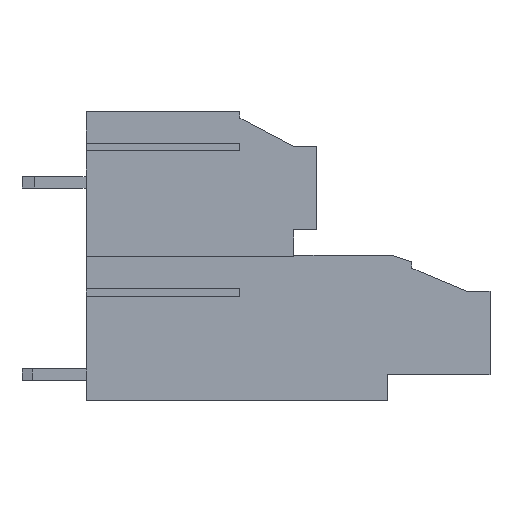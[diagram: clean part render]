
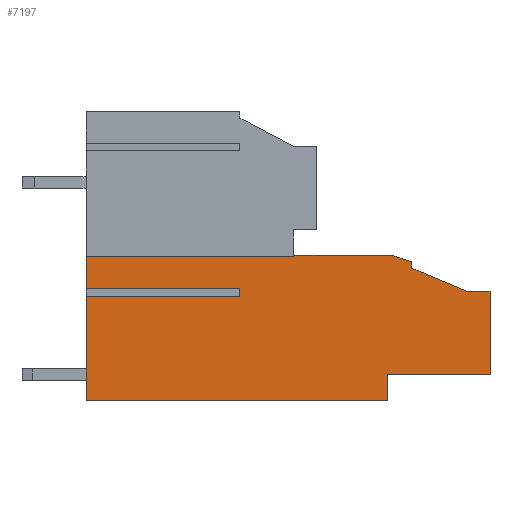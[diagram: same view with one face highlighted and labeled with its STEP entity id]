
A CAD part, left-side view. The second image highlights one B-rep face of the part: STEP entity #7197.
In plain terms, the highlighted planar face has unit normal (-1, 0, 0).
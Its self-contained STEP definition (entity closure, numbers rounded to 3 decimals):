
#291=ORIENTED_EDGE('',*,*,#2360,.F.);
#292=ORIENTED_EDGE('',*,*,#2375,.T.);
#293=ORIENTED_EDGE('',*,*,#2376,.T.);
#294=ORIENTED_EDGE('',*,*,#2377,.F.);
#295=ORIENTED_EDGE('',*,*,#2373,.F.);
#296=ORIENTED_EDGE('',*,*,#2378,.F.);
#297=ORIENTED_EDGE('',*,*,#2379,.T.);
#298=ORIENTED_EDGE('',*,*,#2380,.T.);
#299=ORIENTED_EDGE('',*,*,#2381,.T.);
#300=ORIENTED_EDGE('',*,*,#2382,.T.);
#301=ORIENTED_EDGE('',*,*,#2383,.T.);
#302=ORIENTED_EDGE('',*,*,#2384,.T.);
#303=ORIENTED_EDGE('',*,*,#2385,.T.);
#304=ORIENTED_EDGE('',*,*,#2386,.F.);
#305=ORIENTED_EDGE('',*,*,#2387,.F.);
#306=ORIENTED_EDGE('',*,*,#2305,.T.);
#2305=EDGE_CURVE('',#3351,#3352,#4044,.T.);
#2360=EDGE_CURVE('',#3405,#3352,#4099,.T.);
#2373=EDGE_CURVE('',#3412,#3413,#4112,.T.);
#2375=EDGE_CURVE('',#3405,#3414,#4114,.T.);
#2376=EDGE_CURVE('',#3414,#3415,#4115,.T.);
#2377=EDGE_CURVE('',#3413,#3415,#4116,.T.);
#2378=EDGE_CURVE('',#3416,#3412,#4117,.T.);
#2379=EDGE_CURVE('',#3416,#3417,#4118,.T.);
#2380=EDGE_CURVE('',#3417,#3418,#4119,.T.);
#2381=EDGE_CURVE('',#3418,#3419,#4120,.T.);
#2382=EDGE_CURVE('',#3419,#3420,#4121,.T.);
#2383=EDGE_CURVE('',#3420,#3421,#4122,.T.);
#2384=EDGE_CURVE('',#3421,#3422,#4123,.T.);
#2385=EDGE_CURVE('',#3422,#3423,#4124,.F.);
#2386=EDGE_CURVE('',#3424,#3423,#4125,.T.);
#2387=EDGE_CURVE('',#3351,#3424,#4126,.T.);
#3351=VERTEX_POINT('',#10065);
#3352=VERTEX_POINT('',#10066);
#3405=VERTEX_POINT('',#10176);
#3412=VERTEX_POINT('',#10196);
#3413=VERTEX_POINT('',#10198);
#3414=VERTEX_POINT('',#10202);
#3415=VERTEX_POINT('',#10204);
#3416=VERTEX_POINT('',#10207);
#3417=VERTEX_POINT('',#10209);
#3418=VERTEX_POINT('',#10211);
#3419=VERTEX_POINT('',#10213);
#3420=VERTEX_POINT('',#10215);
#3421=VERTEX_POINT('',#10217);
#3422=VERTEX_POINT('',#10219);
#3423=VERTEX_POINT('',#10221);
#3424=VERTEX_POINT('',#10223);
#4044=LINE('',#10064,#5013);
#4099=LINE('',#10177,#5068);
#4112=LINE('',#10197,#5081);
#4114=LINE('',#10201,#5083);
#4115=LINE('',#10203,#5084);
#4116=LINE('',#10205,#5085);
#4117=LINE('',#10206,#5086);
#4118=LINE('',#10208,#5087);
#4119=LINE('',#10210,#5088);
#4120=LINE('',#10212,#5089);
#4121=LINE('',#10214,#5090);
#4122=LINE('',#10216,#5091);
#4123=LINE('',#10218,#5092);
#4124=LINE('',#10220,#5093);
#4125=LINE('',#10222,#5094);
#4126=LINE('',#10224,#5095);
#5013=VECTOR('',#8137,1000.);
#5068=VECTOR('',#8198,1000.);
#5081=VECTOR('',#8211,1000.);
#5083=VECTOR('',#8215,1000.);
#5084=VECTOR('',#8216,1000.);
#5085=VECTOR('',#8217,1000.);
#5086=VECTOR('',#8218,1000.);
#5087=VECTOR('',#8219,1000.);
#5088=VECTOR('',#8220,1000.);
#5089=VECTOR('',#8221,1000.);
#5090=VECTOR('',#8222,1000.);
#5091=VECTOR('',#8223,1000.);
#5092=VECTOR('',#8224,1000.);
#5093=VECTOR('',#8225,1000.);
#5094=VECTOR('',#8226,1000.);
#5095=VECTOR('',#8227,1000.);
#5975=EDGE_LOOP('',(#291,#292,#293,#294,#295,#296,#297,#298,#299,#300,#301,
#302,#303,#304,#305,#306));
#6414=FACE_BOUND('',#5975,.T.);
#6852=PLANE('',#7650);
#7197=ADVANCED_FACE('',(#6414),#6852,.T.);
#7650=AXIS2_PLACEMENT_3D('',#10200,#8213,#8214);
#8137=DIRECTION('',(0.,1.,0.));
#8198=DIRECTION('',(0.,0.,1.));
#8211=DIRECTION('',(0.,0.,1.));
#8213=DIRECTION('',(-1.,0.,0.));
#8214=DIRECTION('',(0.,0.,1.));
#8215=DIRECTION('',(0.,-1.,0.));
#8216=DIRECTION('',(0.,0.,-1.));
#8217=DIRECTION('',(0.,-1.,0.));
#8218=DIRECTION('',(0.,1.,0.));
#8219=DIRECTION('',(0.,0.,1.));
#8220=DIRECTION('',(0.,-1.,0.));
#8221=DIRECTION('',(0.,0.,1.));
#8222=DIRECTION('',(0.,1.,0.));
#8223=DIRECTION('',(0.,0.922,0.387));
#8224=DIRECTION('',(0.,0.,1.));
#8225=DIRECTION('',(0.,-0.949,-0.316));
#8226=DIRECTION('',(0.,-1.,0.));
#8227=DIRECTION('',(0.,0.,1.));
#10064=CARTESIAN_POINT('',(-5.08,-15.75,-0.138));
#10065=CARTESIAN_POINT('',(-5.08,-0.45,-0.138));
#10066=CARTESIAN_POINT('',(-5.08,15.75,-0.138));
#10176=CARTESIAN_POINT('',(-5.08,15.75,-2.638));
#10177=CARTESIAN_POINT('',(-5.08,15.75,-11.338));
#10196=CARTESIAN_POINT('',(-5.08,15.75,-11.338));
#10197=CARTESIAN_POINT('',(-5.08,15.75,-11.338));
#10198=CARTESIAN_POINT('',(-5.08,15.75,-3.238));
#10200=CARTESIAN_POINT('',(-5.08,-15.75,-11.338));
#10201=CARTESIAN_POINT('',(-5.08,56.491,-2.638));
#10202=CARTESIAN_POINT('',(-5.08,3.75,-2.638));
#10203=CARTESIAN_POINT('',(-5.08,3.75,-3.238));
#10204=CARTESIAN_POINT('',(-5.08,3.75,-3.238));
#10205=CARTESIAN_POINT('',(-5.08,56.491,-3.238));
#10206=CARTESIAN_POINT('',(-5.08,-15.75,-11.338));
#10207=CARTESIAN_POINT('',(-5.08,-7.75,-11.338));
#10208=CARTESIAN_POINT('',(-5.08,-7.75,-11.338));
#10209=CARTESIAN_POINT('',(-5.08,-7.75,-9.338));
#10210=CARTESIAN_POINT('',(-5.08,-15.75,-9.338));
#10211=CARTESIAN_POINT('',(-5.08,-15.75,-9.338));
#10212=CARTESIAN_POINT('',(-5.08,-15.75,-11.338));
#10213=CARTESIAN_POINT('',(-5.08,-15.75,-2.838));
#10214=CARTESIAN_POINT('',(-5.08,-15.75,-2.838));
#10215=CARTESIAN_POINT('',(-5.08,-13.95,-2.838));
#10216=CARTESIAN_POINT('',(-5.08,-18.513,-4.753));
#10217=CARTESIAN_POINT('',(-5.08,-9.661,-1.038));
#10218=CARTESIAN_POINT('',(-5.08,-9.661,-11.338));
#10219=CARTESIAN_POINT('',(-5.08,-9.661,-0.538));
#10220=CARTESIAN_POINT('',(-5.08,-18.381,-3.444));
#10221=CARTESIAN_POINT('',(-5.08,-8.161,-0.038));
#10222=CARTESIAN_POINT('',(-5.08,-0.45,-0.038));
#10223=CARTESIAN_POINT('',(-5.08,-0.45,-0.038));
#10224=CARTESIAN_POINT('',(-5.08,-0.45,-0.138));
